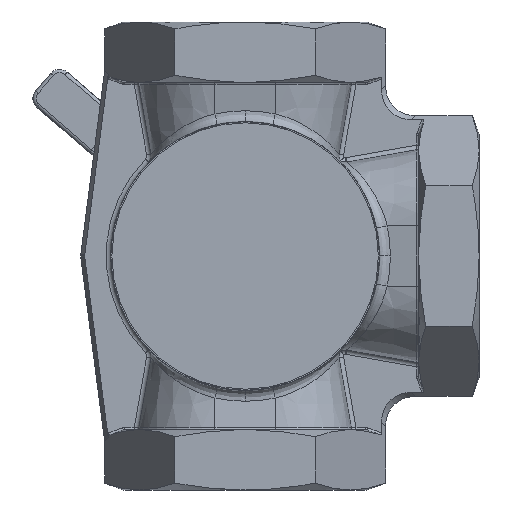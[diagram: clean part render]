
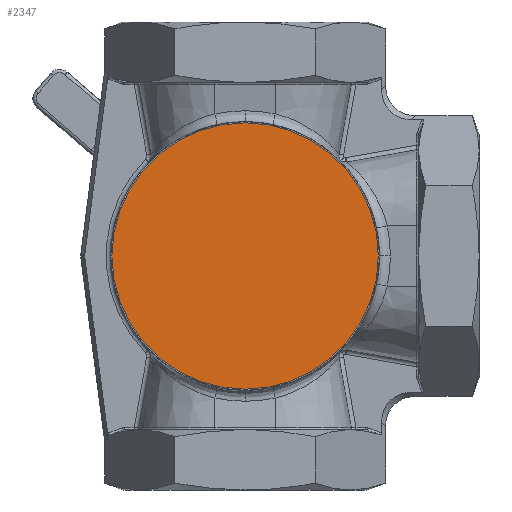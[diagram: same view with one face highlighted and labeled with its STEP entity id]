
A CAD part, front view. The second image highlights one B-rep face of the part: STEP entity #2347.
In plain terms, the highlighted planar face has unit normal (0, -1, 0).
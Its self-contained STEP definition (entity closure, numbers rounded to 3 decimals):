
#1744=CARTESIAN_POINT('Vertex',(0.,2.5,57.5)) ;
#1747=CARTESIAN_POINT('Axis2P3D Location',(0.,2.5,0.)) ;
#1751=CARTESIAN_POINT('Vertex',(0.,2.5,-57.5)) ;
#2163=CARTESIAN_POINT('Axis2P3D Location',(0.,2.5,0.)) ;
#2338=CARTESIAN_POINT('Axis2P3D Location',(0.,2.5,0.)) ;
#1748=DIRECTION('Axis2P3D Direction',(0.,-1.,-0.)) ;
#2164=DIRECTION('Axis2P3D Direction',(0.,-1.,-0.)) ;
#2339=DIRECTION('Axis2P3D Direction',(0.,-1.,0.)) ;
#2340=DIRECTION('Axis2P3D XDirection',(0.,0.,-1.)) ;
#1749=AXIS2_PLACEMENT_3D('Circle Axis2P3D',#1747,#1748,$) ;
#2165=AXIS2_PLACEMENT_3D('Circle Axis2P3D',#2163,#2164,$) ;
#2341=AXIS2_PLACEMENT_3D('Plane Axis2P3D',#2338,#2339,#2340) ;
#1750=CIRCLE('generated circle',#1749,57.5) ;
#2166=CIRCLE('generated circle',#2165,57.5) ;
#2342=PLANE('',#2341) ;
#1753=EDGE_CURVE('',#1752,#1745,#1750,.T.) ;
#2167=EDGE_CURVE('',#1745,#1752,#2166,.T.) ;
#2344=ORIENTED_EDGE('',*,*,#1753,.T.) ;
#2345=ORIENTED_EDGE('',*,*,#2167,.T.) ;
#2343=EDGE_LOOP('',(#2344,#2345)) ;
#1745=VERTEX_POINT('',#1744) ;
#1752=VERTEX_POINT('',#1751) ;
#2347=ADVANCED_FACE('Estrusione-Estrusione9',(#2346),#2342,.T.) ;
#2346=FACE_OUTER_BOUND('',#2343,.T.) ;
